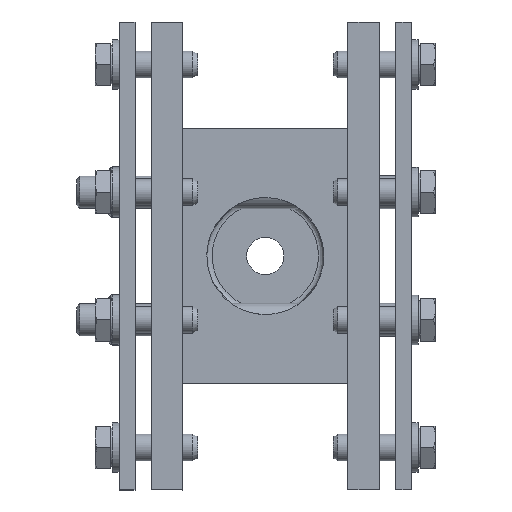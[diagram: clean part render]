
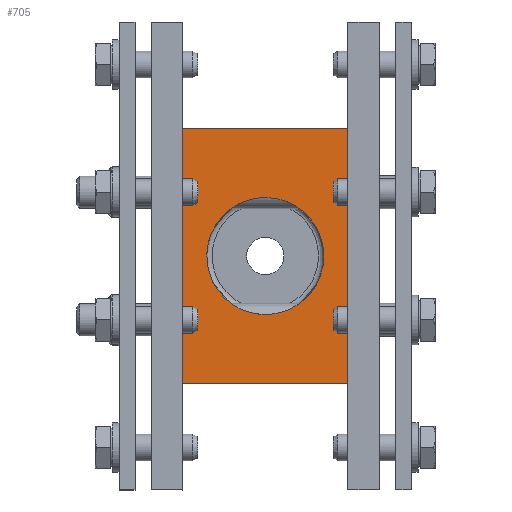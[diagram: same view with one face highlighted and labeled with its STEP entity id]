
A CAD part, front view. The second image highlights one B-rep face of the part: STEP entity #705.
In plain terms, the highlighted face is planar.
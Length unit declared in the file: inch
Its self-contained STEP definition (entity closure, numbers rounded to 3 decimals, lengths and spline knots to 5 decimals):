
#396=CARTESIAN_POINT('',(1.35932,-1.12844,0.875));
#397=VERTEX_POINT('',#396);
#398=CARTESIAN_POINT('',(0.67182,-1.12844,0.875));
#399=DIRECTION('',(0.0,0.0,-1.0));
#400=DIRECTION('',(1.0,0.0,0.0));
#401=AXIS2_PLACEMENT_3D('',#398,#399,#400);
#402=CIRCLE('',#401,0.6875);
#403=EDGE_CURVE('',#397,#397,#402,.T.);
#560=CARTESIAN_POINT('',(1.92182,0.37156,0.875));
#561=VERTEX_POINT('',#560);
#562=CARTESIAN_POINT('',(1.92182,-2.62844,0.875));
#563=VERTEX_POINT('',#562);
#564=CARTESIAN_POINT('',(1.92182,0.37156,0.875));
#565=DIRECTION('',(0.0,-1.0,0.0));
#566=VECTOR('',#565,3.);
#567=LINE('',#564,#566);
#568=EDGE_CURVE('',#561,#563,#567,.T.);
#606=CARTESIAN_POINT('',(-0.57818,-2.62844,0.875));
#607=VERTEX_POINT('',#606);
#608=CARTESIAN_POINT('',(1.92182,-2.62844,0.875));
#609=DIRECTION('',(-1.0,0.0,0.0));
#610=VECTOR('',#609,2.5);
#611=LINE('',#608,#610);
#612=EDGE_CURVE('',#563,#607,#611,.T.);
#637=CARTESIAN_POINT('',(-0.57818,0.37156,0.875));
#638=VERTEX_POINT('',#637);
#639=CARTESIAN_POINT('',(-0.57818,-2.62844,0.875));
#640=DIRECTION('',(0.0,1.0,0.0));
#641=VECTOR('',#640,3.);
#642=LINE('',#639,#641);
#643=EDGE_CURVE('',#607,#638,#642,.T.);
#674=CARTESIAN_POINT('',(-0.57818,0.37156,0.875));
#675=DIRECTION('',(1.0,0.0,0.0));
#676=VECTOR('',#675,2.5);
#677=LINE('',#674,#676);
#678=EDGE_CURVE('',#638,#561,#677,.T.);
#691=CARTESIAN_POINT('',(0.67182,-1.12844,0.875));
#692=DIRECTION('',(0.0,0.0,1.0));
#693=DIRECTION('',(1.0,0.0,0.0));
#694=AXIS2_PLACEMENT_3D('',#691,#692,#693);
#695=PLANE('',#694);
#696=ORIENTED_EDGE('',*,*,#568,.F.);
#697=ORIENTED_EDGE('',*,*,#678,.F.);
#698=ORIENTED_EDGE('',*,*,#643,.F.);
#699=ORIENTED_EDGE('',*,*,#612,.F.);
#700=EDGE_LOOP('',(#696,#697,#698,#699));
#701=FACE_OUTER_BOUND('',#700,.T.);
#702=ORIENTED_EDGE('',*,*,#403,.T.);
#703=EDGE_LOOP('',(#702));
#704=FACE_BOUND('',#703,.T.);
#705=ADVANCED_FACE('',(#701,#704),#695,.T.);
